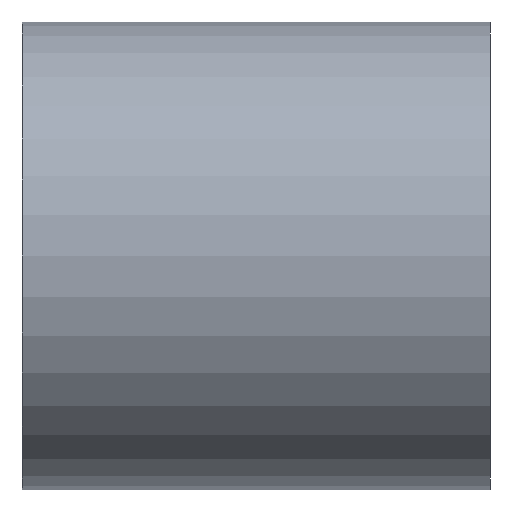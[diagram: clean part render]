
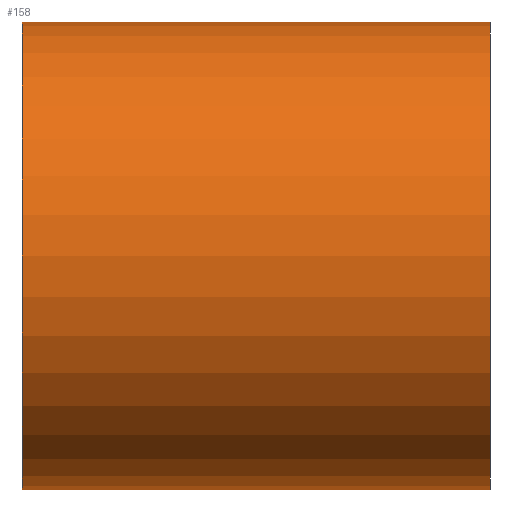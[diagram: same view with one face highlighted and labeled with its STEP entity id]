
A CAD part, left-side view. The second image highlights one B-rep face of the part: STEP entity #158.
In plain terms, the highlighted cylindrical face has radius 5 mm (diameter 10 mm), a partial arc.
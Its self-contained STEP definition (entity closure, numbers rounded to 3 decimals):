
#4 = AXIS2_PLACEMENT_3D ( 'NONE', #23, #88, #164 ) ;
#7 = CYLINDRICAL_SURFACE ( 'NONE', #56, 5. ) ;
#8 = DIRECTION ( 'NONE',  ( 0., -1., 0. ) ) ;
#11 = CARTESIAN_POINT ( 'NONE',  ( 0., 10., 0. ) ) ;
#13 = DIRECTION ( 'NONE',  ( 0., -1., 0. ) ) ;
#22 = DIRECTION ( 'NONE',  ( 0., 1., 0. ) ) ;
#23 = CARTESIAN_POINT ( 'NONE',  ( 0., 10., 0. ) ) ;
#27 = VERTEX_POINT ( 'NONE', #207 ) ;
#29 = VECTOR ( 'NONE', #13, 1000. ) ;
#46 = CARTESIAN_POINT ( 'NONE',  ( 0., 0., 0. ) ) ;
#51 = DIRECTION ( 'NONE',  ( 0., 0., -1. ) ) ;
#53 = EDGE_LOOP ( 'NONE', ( #183, #153, #89, #135 ) ) ;
#56 = AXIS2_PLACEMENT_3D ( 'NONE', #11, #166, #51 ) ;
#65 = LINE ( 'NONE', #224, #211 ) ;
#68 = CARTESIAN_POINT ( 'NONE',  ( 0., 0., -5. ) ) ;
#70 = CARTESIAN_POINT ( 'NONE',  ( 0., 10., 5. ) ) ;
#77 = EDGE_CURVE ( 'NONE', #27, #194, #248, .T. ) ;
#88 = DIRECTION ( 'NONE',  ( 0., 1., 0. ) ) ;
#89 = ORIENTED_EDGE ( 'NONE', *, *, #130, .T. ) ;
#94 = VERTEX_POINT ( 'NONE', #68 ) ;
#95 = CIRCLE ( 'NONE', #215, 5. ) ;
#105 = EDGE_CURVE ( 'NONE', #94, #194, #95, .T. ) ;
#116 = CIRCLE ( 'NONE', #4, 5. ) ;
#120 = FACE_OUTER_BOUND ( 'NONE', #53, .T. ) ;
#130 = EDGE_CURVE ( 'NONE', #145, #94, #65, .T. ) ;
#135 = ORIENTED_EDGE ( 'NONE', *, *, #105, .T. ) ;
#144 = CARTESIAN_POINT ( 'NONE',  ( 0., 10., -5. ) ) ;
#145 = VERTEX_POINT ( 'NONE', #144 ) ;
#147 = CARTESIAN_POINT ( 'NONE',  ( 0., 0., 5. ) ) ;
#152 = EDGE_CURVE ( 'NONE', #145, #27, #116, .T. ) ;
#153 = ORIENTED_EDGE ( 'NONE', *, *, #152, .F. ) ;
#158 = ADVANCED_FACE ( 'NONE', ( #120 ), #7, .T. ) ;
#164 = DIRECTION ( 'NONE',  ( 0., 0., 1. ) ) ;
#166 = DIRECTION ( 'NONE',  ( 0., -1., 0. ) ) ;
#181 = DIRECTION ( 'NONE',  ( 0., 0., 1. ) ) ;
#183 = ORIENTED_EDGE ( 'NONE', *, *, #77, .F. ) ;
#194 = VERTEX_POINT ( 'NONE', #147 ) ;
#207 = CARTESIAN_POINT ( 'NONE',  ( 0., 10., 5. ) ) ;
#211 = VECTOR ( 'NONE', #8, 1000. ) ;
#215 = AXIS2_PLACEMENT_3D ( 'NONE', #46, #22, #181 ) ;
#224 = CARTESIAN_POINT ( 'NONE',  ( 0., 10., -5. ) ) ;
#248 = LINE ( 'NONE', #70, #29 ) ;
